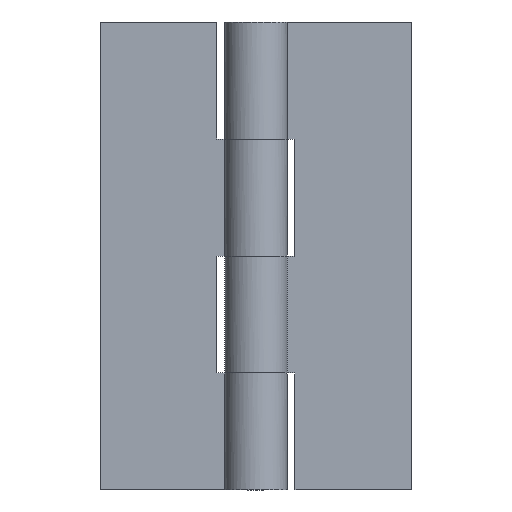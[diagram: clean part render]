
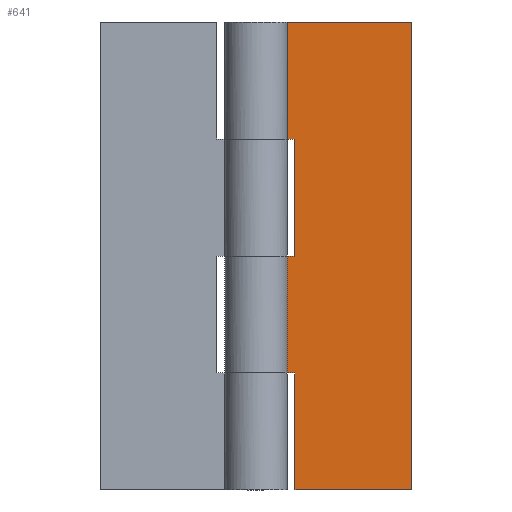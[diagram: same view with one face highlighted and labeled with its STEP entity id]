
A CAD part, front view. The second image highlights one B-rep face of the part: STEP entity #641.
In plain terms, the highlighted free-form (B-spline) face has degree [1, 1] with [2, 2] control points.
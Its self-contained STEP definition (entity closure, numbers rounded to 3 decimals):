
#49=CARTESIAN_POINT('',(2.5,1.0,22.5));
#50=VERTEX_POINT('',#49);
#65=CARTESIAN_POINT('',(2.5,1.0,15.0));
#66=VERTEX_POINT('',#65);
#72=CARTESIAN_POINT('',(2.5,1.0,22.5));
#73=CARTESIAN_POINT('',(2.5,1.0,15.0));
#74=QUASI_UNIFORM_CURVE('',1,(#72,#73),.UNSPECIFIED.,.F.,.U.);
#75=EDGE_CURVE('',#50,#66,#74,.T.);
#87=CARTESIAN_POINT('',(0.,1.0,22.5));
#88=VERTEX_POINT('',#87);
#142=CARTESIAN_POINT('',(0.,1.0,22.5));
#143=CARTESIAN_POINT('',(2.5,1.0,22.5));
#144=QUASI_UNIFORM_CURVE('',1,(#142,#143),.UNSPECIFIED.,.F.,.U.);
#145=EDGE_CURVE('',#88,#50,#144,.T.);
#191=CARTESIAN_POINT('',(0.,1.0,15.0));
#192=VERTEX_POINT('',#191);
#212=CARTESIAN_POINT('',(2.5,1.0,15.0));
#213=CARTESIAN_POINT('',(0.,1.0,15.0));
#214=QUASI_UNIFORM_CURVE('',1,(#212,#213),.UNSPECIFIED.,.F.,.U.);
#215=EDGE_CURVE('',#66,#192,#214,.T.);
#225=CARTESIAN_POINT('',(2.5,1.0,7.5));
#226=VERTEX_POINT('',#225);
#241=CARTESIAN_POINT('',(2.5,1.0,0.0));
#242=VERTEX_POINT('',#241);
#248=CARTESIAN_POINT('',(2.5,1.0,7.5));
#249=CARTESIAN_POINT('',(2.5,1.0,0.0));
#250=QUASI_UNIFORM_CURVE('',1,(#248,#249),.UNSPECIFIED.,.F.,.U.);
#251=EDGE_CURVE('',#226,#242,#250,.T.);
#263=CARTESIAN_POINT('',(0.,1.0,7.5));
#264=VERTEX_POINT('',#263);
#318=CARTESIAN_POINT('',(0.,1.0,7.5));
#319=CARTESIAN_POINT('',(2.5,1.0,7.5));
#320=QUASI_UNIFORM_CURVE('',1,(#318,#319),.UNSPECIFIED.,.F.,.U.);
#321=EDGE_CURVE('',#264,#226,#320,.T.);
#368=CARTESIAN_POINT('',(0.,1.0,30.0));
#369=VERTEX_POINT('',#368);
#389=CARTESIAN_POINT('',(10.0,1.0,30.0));
#390=VERTEX_POINT('',#389);
#391=CARTESIAN_POINT('',(10.0,1.0,30.0));
#392=CARTESIAN_POINT('',(0.,1.0,30.0));
#393=QUASI_UNIFORM_CURVE('',1,(#391,#392),.UNSPECIFIED.,.F.,.U.);
#394=EDGE_CURVE('',#390,#369,#393,.T.);
#411=CARTESIAN_POINT('',(10.0,1.0,0.0));
#412=VERTEX_POINT('',#411);
#424=CARTESIAN_POINT('',(10.0,1.0,30.0));
#425=CARTESIAN_POINT('',(10.0,1.0,0.0));
#426=QUASI_UNIFORM_CURVE('',1,(#424,#425),.UNSPECIFIED.,.F.,.U.);
#427=EDGE_CURVE('',#390,#412,#426,.T.);
#444=CARTESIAN_POINT('',(10.0,1.0,0.0));
#445=CARTESIAN_POINT('',(2.5,1.0,0.0));
#446=QUASI_UNIFORM_CURVE('',1,(#444,#445),.UNSPECIFIED.,.F.,.U.);
#447=EDGE_CURVE('',#412,#242,#446,.T.);
#582=CARTESIAN_POINT('',(0.,1.0,30.0));
#583=CARTESIAN_POINT('',(0.,1.0,22.5));
#584=QUASI_UNIFORM_CURVE('',1,(#582,#583),.UNSPECIFIED.,.F.,.U.);
#585=EDGE_CURVE('',#369,#88,#584,.T.);
#613=CARTESIAN_POINT('',(0.,1.0,15.0));
#614=CARTESIAN_POINT('',(0.,1.0,7.5));
#615=QUASI_UNIFORM_CURVE('',1,(#613,#614),.UNSPECIFIED.,.F.,.U.);
#616=EDGE_CURVE('',#192,#264,#615,.T.);
#624=CARTESIAN_POINT('',(-0.499,1.0,31.498));
#625=CARTESIAN_POINT('',(-0.499,1.0,-1.499));
#626=CARTESIAN_POINT('',(10.5,1.0,31.498));
#627=CARTESIAN_POINT('',(10.5,1.0,-1.499));
#628=B_SPLINE_SURFACE_WITH_KNOTS('',1,1,((#624,#626),(#625,#627)),.UNSPECIFIED.,.F.,.F.,.U.,(2,2),(2,2),(0.0,32.997),(0.0,10.999),.UNSPECIFIED.);
#629=ORIENTED_EDGE('',*,*,#75,.T.);
#630=ORIENTED_EDGE('',*,*,#215,.T.);
#631=ORIENTED_EDGE('',*,*,#616,.T.);
#632=ORIENTED_EDGE('',*,*,#321,.T.);
#633=ORIENTED_EDGE('',*,*,#251,.T.);
#634=ORIENTED_EDGE('',*,*,#447,.F.);
#635=ORIENTED_EDGE('',*,*,#427,.F.);
#636=ORIENTED_EDGE('',*,*,#394,.T.);
#637=ORIENTED_EDGE('',*,*,#585,.T.);
#638=ORIENTED_EDGE('',*,*,#145,.T.);
#639=EDGE_LOOP('',(#629,#630,#631,#632,#633,#634,#635,#636,#637,#638));
#640=FACE_OUTER_BOUND('',#639,.T.);
#641=ADVANCED_FACE('',(#640),#628,.T.);
